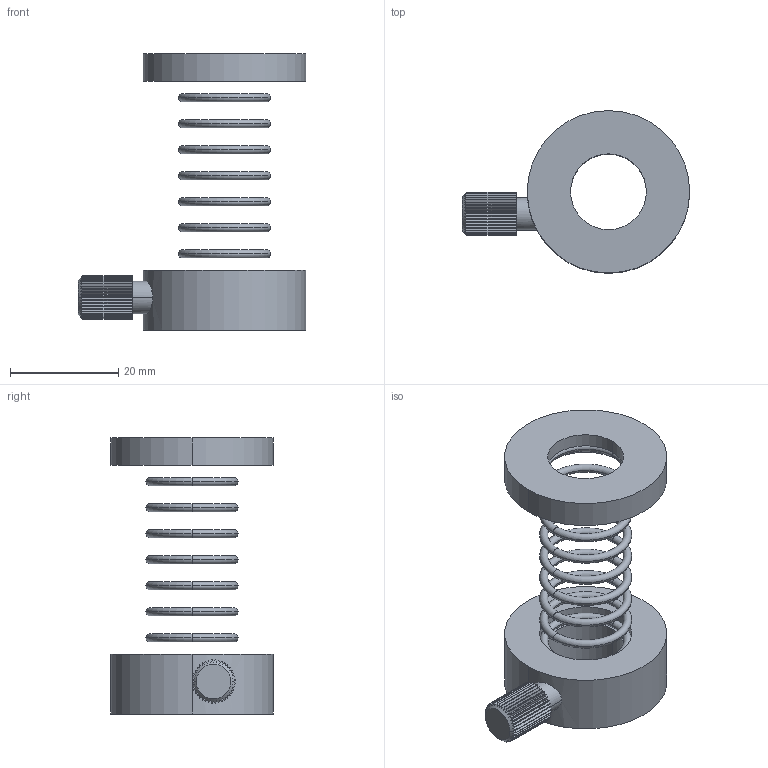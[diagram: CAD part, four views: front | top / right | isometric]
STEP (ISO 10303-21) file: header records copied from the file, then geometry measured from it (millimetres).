
FILE_DESCRIPTION(('STEP AP214'),'1');
FILE_NAME(' ',' ',('TraceParts'),('TraceParts S.A.'),'XStep 1.0',' ',' ');
FILE_SCHEMA(('automotive_design'));
Length unit declared in the file: millimetre
Products named in the file (11): 1; 2; 3; 4; 5; 6; 7; 8; 9; 10; 11
Bounding box: 42 x 30 x 51 mm (x, y, z)
Volume: 9784.2 mm3; surface area: 7014.8 mm2
Topology: 11 solids, 11 shells, 180 faces, 478 edges, 306 vertices
Faces by surface type: plane 88, cylinder 54, torus 36, cone 2
Entity records: 11238 total; most frequent: CARTESIAN_POINT 1201, STYLED_ITEM 975, PRESENTATION_STYLE_ASSIGNMENT 975, COLOUR_RGB 975, DIRECTION 958, ORIENTED_EDGE 956, EDGE_CURVE 478, CURVE_STYLE 478
